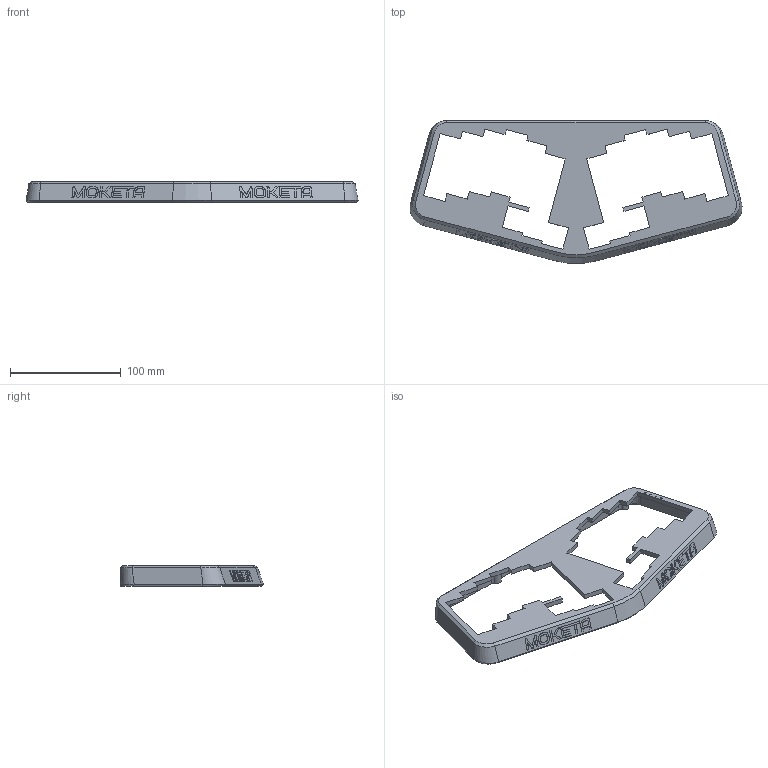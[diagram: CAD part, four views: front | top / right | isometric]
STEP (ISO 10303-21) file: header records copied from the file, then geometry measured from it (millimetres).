
FILE_DESCRIPTION(('FreeCAD Model'),'2;1');
FILE_NAME('Open CASCADE Shape Model','2025-12-02T02:56:18',(''),(''), 'Open CASCADE STEP processor 7.8','FreeCAD','Unknown');
FILE_SCHEMA(('AUTOMOTIVE_DESIGN { 1 0 10303 214 1 1 1 1 }'));
Length unit declared in the file: millimetre
Products named in the file (1): top-with-moketa
Bounding box: 299.88 x 129.06 x 18.6 mm (x, y, z)
Volume: 99626.6 mm3; surface area: 61009.9 mm2
Topology: 1 solids, 1 shells, 761 faces, 2119 edges, 1400 vertices
Faces by surface type: plane 292, extrusion 266, cylinder 141, bspline 62
Full cylindrical faces by diameter (mm): 1.6 x4, 3 x13
Entity records: 28326 total; most frequent: CARTESIAN_POINT 9788, ORIENTED_EDGE 4238, DIRECTION 2987, EDGE_CURVE 2119, VECTOR 1495, VERTEX_POINT 1400, LINE 1229, B_SPLINE_CURVE_WITH_KNOTS 844
